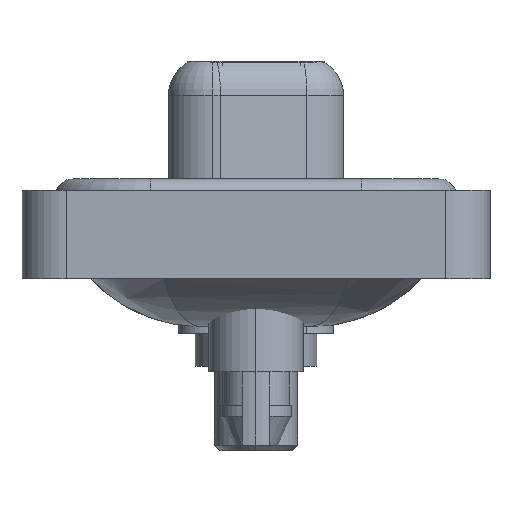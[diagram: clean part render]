
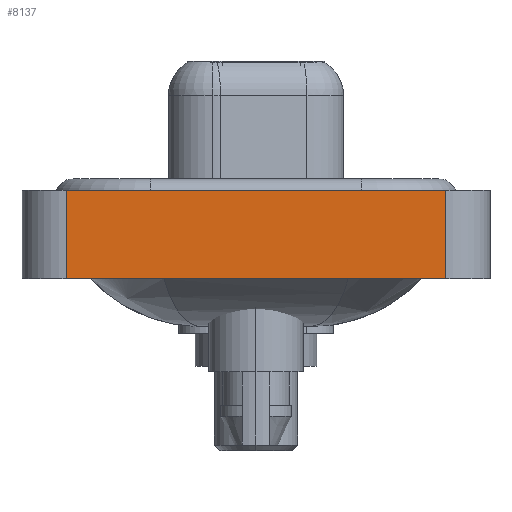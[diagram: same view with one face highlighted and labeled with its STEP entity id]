
A CAD part, left-side view. The second image highlights one B-rep face of the part: STEP entity #8137.
In plain terms, the highlighted planar face has unit normal (-1, 0, 0).
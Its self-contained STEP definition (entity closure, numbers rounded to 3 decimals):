
#664 = CARTESIAN_POINT ( 'NONE',  ( -7.3, -8.55, -3.6 ) ) ;
#721 = DIRECTION ( 'NONE',  ( 0., -1., 0. ) ) ;
#891 = CARTESIAN_POINT ( 'NONE',  ( -7.3, -8.55, -3.6 ) ) ;
#1358 = PLANE ( 'NONE',  #15349 ) ;
#1655 = ORIENTED_EDGE ( 'NONE', *, *, #12818, .T. ) ;
#2182 = EDGE_CURVE ( 'NONE', #11272, #16278, #2817, .T. ) ;
#2680 = ORIENTED_EDGE ( 'NONE', *, *, #8081, .F. ) ;
#2686 = CARTESIAN_POINT ( 'NONE',  ( -7.3, -8.55, 0.4 ) ) ;
#2817 = LINE ( 'NONE', #13150, #14363 ) ;
#2886 = DIRECTION ( 'NONE',  ( 0., 0., 1. ) ) ;
#3238 = LINE ( 'NONE', #664, #5535 ) ;
#4440 = VECTOR ( 'NONE', #721, 1000. ) ;
#4450 = VERTEX_POINT ( 'NONE', #13211 ) ;
#5012 = EDGE_CURVE ( 'NONE', #11272, #4450, #15333, .T. ) ;
#5535 = VECTOR ( 'NONE', #16418, 1000. ) ;
#7987 = VERTEX_POINT ( 'NONE', #18191 ) ;
#8081 = EDGE_CURVE ( 'NONE', #16278, #7987, #15773, .T. ) ;
#8137 = ADVANCED_FACE ( 'NONE', ( #15589 ), #1358, .T. ) ;
#8637 = ORIENTED_EDGE ( 'NONE', *, *, #2182, .F. ) ;
#11272 = VERTEX_POINT ( 'NONE', #15664 ) ;
#11404 = CARTESIAN_POINT ( 'NONE',  ( -7.3, -8.55, -3.6 ) ) ;
#12818 = EDGE_CURVE ( 'NONE', #4450, #7987, #3238, .T. ) ;
#12918 = VECTOR ( 'NONE', #14165, 1000. ) ;
#13046 = DIRECTION ( 'NONE',  ( 0., 0., 1. ) ) ;
#13150 = CARTESIAN_POINT ( 'NONE',  ( -7.3, 8.55, -3.6 ) ) ;
#13211 = CARTESIAN_POINT ( 'NONE',  ( -7.3, -8.55, -3.6 ) ) ;
#14165 = DIRECTION ( 'NONE',  ( 0., -1., 0. ) ) ;
#14363 = VECTOR ( 'NONE', #13046, 1000. ) ;
#15333 = LINE ( 'NONE', #891, #4440 ) ;
#15349 = AXIS2_PLACEMENT_3D ( 'NONE', #11404, #15978, #2886 ) ;
#15589 = FACE_OUTER_BOUND ( 'NONE', #17005, .T. ) ;
#15664 = CARTESIAN_POINT ( 'NONE',  ( -7.3, 8.55, -3.6 ) ) ;
#15773 = LINE ( 'NONE', #2686, #12918 ) ;
#15978 = DIRECTION ( 'NONE',  ( -1., 0., 0. ) ) ;
#16278 = VERTEX_POINT ( 'NONE', #18487 ) ;
#16418 = DIRECTION ( 'NONE',  ( 0., 0., 1. ) ) ;
#17005 = EDGE_LOOP ( 'NONE', ( #1655, #2680, #8637, #17856 ) ) ;
#17856 = ORIENTED_EDGE ( 'NONE', *, *, #5012, .T. ) ;
#18191 = CARTESIAN_POINT ( 'NONE',  ( -7.3, -8.55, 0.4 ) ) ;
#18487 = CARTESIAN_POINT ( 'NONE',  ( -7.3, 8.55, 0.4 ) ) ;
